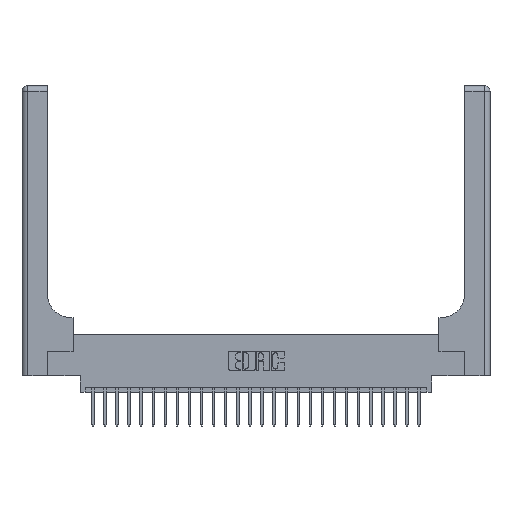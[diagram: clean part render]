
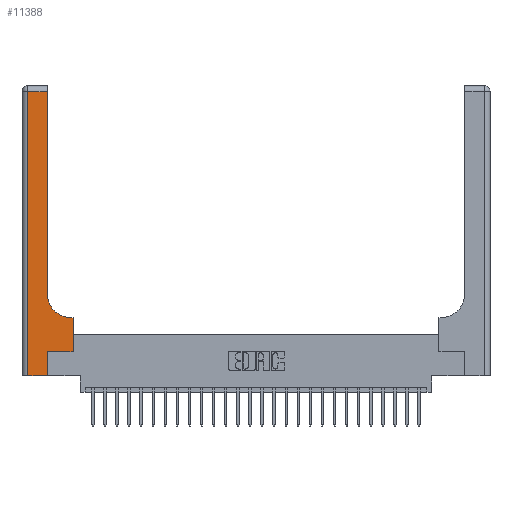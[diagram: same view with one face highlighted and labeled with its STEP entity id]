
A CAD part, top view. The second image highlights one B-rep face of the part: STEP entity #11388.
In plain terms, the highlighted planar face has unit normal (0, 0, 1).
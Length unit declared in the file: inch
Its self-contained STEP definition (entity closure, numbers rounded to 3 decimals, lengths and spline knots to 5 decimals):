
#624 = DIRECTION ( 'NONE',  ( 0., -1., 0. ) ) ;
#1067 = CARTESIAN_POINT ( 'NONE',  ( 0., 0., 0.37 ) ) ;
#1134 = CARTESIAN_POINT ( 'NONE',  ( 0.26, 0.6, 0.37 ) ) ;
#1260 = LINE ( 'NONE', #16128, #20366 ) ;
#1875 = CARTESIAN_POINT ( 'NONE',  ( 0.528, 0.25, 0.37 ) ) ;
#2091 = EDGE_LOOP ( 'NONE', ( #7536, #6863, #24207, #20651, #19568, #14105, #23484, #9478, #2159 ) ) ;
#2159 = ORIENTED_EDGE ( 'NONE', *, *, #19743, .T. ) ;
#2211 = LINE ( 'NONE', #1134, #21316 ) ;
#2350 = DIRECTION ( 'NONE',  ( 0., 1., 0. ) ) ;
#2574 = VECTOR ( 'NONE', #10880, 39.37008 ) ;
#3880 = LINE ( 'NONE', #12320, #18361 ) ;
#3904 = CARTESIAN_POINT ( 'NONE',  ( 0.51, 0.6, 0.37 ) ) ;
#4130 = DIRECTION ( 'NONE',  ( 0., 1., 0. ) ) ;
#4176 = AXIS2_PLACEMENT_3D ( 'NONE', #11162, #24937, #13184 ) ;
#4495 = EDGE_CURVE ( 'NONE', #20670, #19074, #5342, .T. ) ;
#4533 = VERTEX_POINT ( 'NONE', #25395 ) ;
#4615 = CARTESIAN_POINT ( 'NONE',  ( 0., 3., 0.37 ) ) ;
#4664 = VECTOR ( 'NONE', #624, 39.37008 ) ;
#4904 = CIRCLE ( 'NONE', #4176, 0.25 ) ;
#4988 = VERTEX_POINT ( 'NONE', #22883 ) ;
#5342 = LINE ( 'NONE', #19386, #20454 ) ;
#5487 = CARTESIAN_POINT ( 'NONE',  ( 0.265, 0.25, 0.37 ) ) ;
#5943 = CARTESIAN_POINT ( 'NONE',  ( 0.06, 2.94, 0.37 ) ) ;
#6554 = CARTESIAN_POINT ( 'NONE',  ( 0.06, 3., 0.37 ) ) ;
#6579 = DIRECTION ( 'NONE',  ( -1., 0., 0. ) ) ;
#6863 = ORIENTED_EDGE ( 'NONE', *, *, #4495, .T. ) ;
#7325 = VECTOR ( 'NONE', #4130, 39.37008 ) ;
#7536 = ORIENTED_EDGE ( 'NONE', *, *, #19196, .T. ) ;
#8357 = EDGE_CURVE ( 'NONE', #12566, #22881, #19661, .T. ) ;
#8492 = DIRECTION ( 'NONE',  ( 0., 1., 0. ) ) ;
#9478 = ORIENTED_EDGE ( 'NONE', *, *, #18899, .T. ) ;
#9889 = EDGE_CURVE ( 'NONE', #23645, #12566, #3880, .T. ) ;
#10273 = CARTESIAN_POINT ( 'NONE',  ( 0.26, 0.85, 0.37 ) ) ;
#10880 = DIRECTION ( 'NONE',  ( 1., 0., 0. ) ) ;
#11067 = AXIS2_PLACEMENT_3D ( 'NONE', #4615, #18401, #6579 ) ;
#11162 = CARTESIAN_POINT ( 'NONE',  ( 0.51, 0.85, 0.37 ) ) ;
#11388 = ADVANCED_FACE ( 'NONE', ( #13050 ), #16426, .F. ) ;
#11433 = DIRECTION ( 'NONE',  ( 1., 0., 0. ) ) ;
#11890 = CARTESIAN_POINT ( 'NONE',  ( 0.265, 0.25, 0.37 ) ) ;
#11991 = CARTESIAN_POINT ( 'NONE',  ( 0.265, 0., 0.37 ) ) ;
#12320 = CARTESIAN_POINT ( 'NONE',  ( 0.265, 0., 0.37 ) ) ;
#12566 = VERTEX_POINT ( 'NONE', #11890 ) ;
#13050 = FACE_OUTER_BOUND ( 'NONE', #2091, .T. ) ;
#13184 = DIRECTION ( 'NONE',  ( 1., 0., 0. ) ) ;
#13955 = CARTESIAN_POINT ( 'NONE',  ( 0.528, 0.25, 0.37 ) ) ;
#14096 = EDGE_CURVE ( 'NONE', #22881, #4533, #23667, .T. ) ;
#14105 = ORIENTED_EDGE ( 'NONE', *, *, #8357, .T. ) ;
#14900 = VERTEX_POINT ( 'NONE', #10273 ) ;
#15426 = VERTEX_POINT ( 'NONE', #3904 ) ;
#16128 = CARTESIAN_POINT ( 'NONE',  ( 0.26, 3., 0.37 ) ) ;
#16150 = CARTESIAN_POINT ( 'NONE',  ( 0.26, 2.94, 0.37 ) ) ;
#16426 = PLANE ( 'NONE',  #11067 ) ;
#18290 = LINE ( 'NONE', #1067, #2574 ) ;
#18361 = VECTOR ( 'NONE', #8492, 39.37008 ) ;
#18401 = DIRECTION ( 'NONE',  ( 0., 0., -1. ) ) ;
#18726 = EDGE_CURVE ( 'NONE', #19074, #4988, #21641, .T. ) ;
#18884 = DIRECTION ( 'NONE',  ( -1., 0., 0. ) ) ;
#18899 = EDGE_CURVE ( 'NONE', #4533, #15426, #2211, .T. ) ;
#19074 = VERTEX_POINT ( 'NONE', #5943 ) ;
#19196 = EDGE_CURVE ( 'NONE', #14900, #20670, #1260, .T. ) ;
#19386 = CARTESIAN_POINT ( 'NONE',  ( 0., 2.94, 0.37 ) ) ;
#19568 = ORIENTED_EDGE ( 'NONE', *, *, #9889, .T. ) ;
#19661 = LINE ( 'NONE', #5487, #24247 ) ;
#19743 = EDGE_CURVE ( 'NONE', #15426, #14900, #4904, .T. ) ;
#20366 = VECTOR ( 'NONE', #2350, 39.37008 ) ;
#20454 = VECTOR ( 'NONE', #23249, 39.37008 ) ;
#20651 = ORIENTED_EDGE ( 'NONE', *, *, #23285, .T. ) ;
#20670 = VERTEX_POINT ( 'NONE', #16150 ) ;
#21316 = VECTOR ( 'NONE', #18884, 39.37008 ) ;
#21641 = LINE ( 'NONE', #6554, #4664 ) ;
#22881 = VERTEX_POINT ( 'NONE', #1875 ) ;
#22883 = CARTESIAN_POINT ( 'NONE',  ( 0.06, 0., 0.37 ) ) ;
#23249 = DIRECTION ( 'NONE',  ( -1., 0., 0. ) ) ;
#23285 = EDGE_CURVE ( 'NONE', #4988, #23645, #18290, .T. ) ;
#23484 = ORIENTED_EDGE ( 'NONE', *, *, #14096, .T. ) ;
#23645 = VERTEX_POINT ( 'NONE', #11991 ) ;
#23667 = LINE ( 'NONE', #13955, #7325 ) ;
#24207 = ORIENTED_EDGE ( 'NONE', *, *, #18726, .T. ) ;
#24247 = VECTOR ( 'NONE', #11433, 39.37008 ) ;
#24937 = DIRECTION ( 'NONE',  ( 0., 0., -1. ) ) ;
#25395 = CARTESIAN_POINT ( 'NONE',  ( 0.528, 0.6, 0.37 ) ) ;
